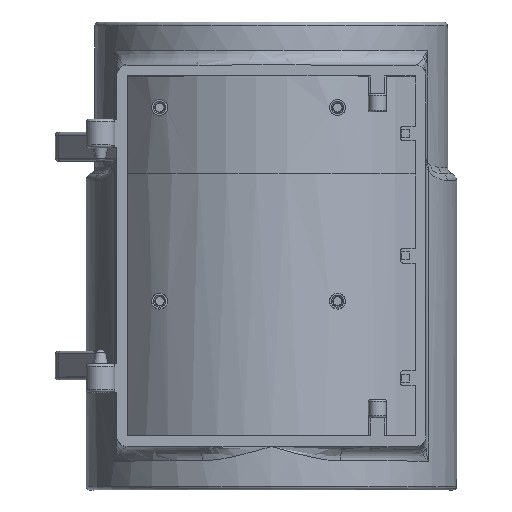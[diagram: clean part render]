
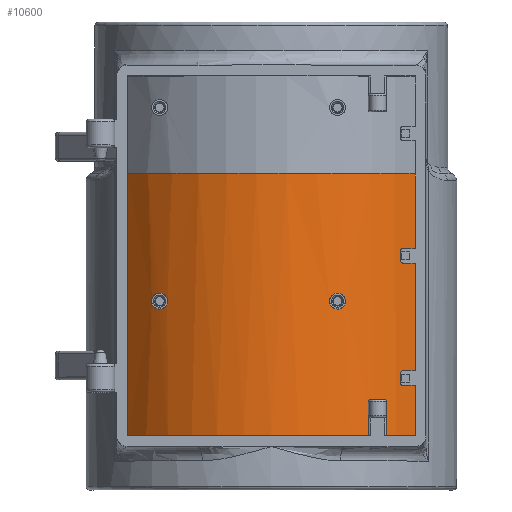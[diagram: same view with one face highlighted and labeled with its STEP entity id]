
A CAD part, top view. The second image highlights one B-rep face of the part: STEP entity #10600.
In plain terms, the highlighted cylindrical face has radius 51.5 mm (diameter 103 mm), a partial arc.
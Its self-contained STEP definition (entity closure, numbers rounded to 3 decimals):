
#107=FACE_BOUND('',#1355,.T.);
#108=FACE_BOUND('',#1356,.T.);
#727=FACE_OUTER_BOUND('',#1354,.T.);
#1354=EDGE_LOOP('',(#8675,#8676,#8677,#8678,#8679));
#1355=EDGE_LOOP('',(#8680));
#1356=EDGE_LOOP('',(#8681));
#2107=B_SPLINE_CURVE_WITH_KNOTS('',3,(#28244,#28245,#28246,#28247,#28248,
#28249,#28250,#28251,#28252,#28253,#28254,#28255,#28256,#28257,#28258,#28259,
#28260,#28261,#28262,#28263,#28264,#28265,#28266,#28267,#28268,#28269,#28270,
#28271,#28272,#28273,#28274,#28275,#28276,#28277),.UNSPECIFIED.,.T.,.F.,
(4,2,2,2,2,2,2,2,2,2,2,2,2,2,2,2,4),(0.,0.082,0.165,
0.272,0.379,0.483,0.586,
0.668,0.75,0.832,0.914,
1.017,1.121,1.228,1.335,1.417,
1.5),.UNSPECIFIED.);
#2125=B_SPLINE_CURVE_WITH_KNOTS('',3,(#29409,#29410,#29411,#29412,#29413,
#29414,#29415,#29416,#29417,#29418,#29419,#29420,#29421,#29422,#29423,#29424,
#29425,#29426,#29427,#29428,#29429,#29430,#29431,#29432,#29433,#29434,#29435,
#29436,#29437,#29438,#29439,#29440,#29441,#29442),.UNSPECIFIED.,.T.,.F.,
(4,2,2,2,2,2,2,2,2,2,2,2,2,2,2,2,4),(0.,0.083,0.165,
0.254,0.342,0.432,0.521,
0.604,0.687,0.769,0.852,
0.942,1.032,1.12,1.208,1.291,
1.374),.UNSPECIFIED.);
#2275=CIRCLE('',#11252,51.5);
#2377=CIRCLE('',#11424,51.5);
#2378=CIRCLE('',#11425,51.5);
#2772=LINE('',#23222,#3556);
#2854=LINE('',#30055,#3638);
#3556=VECTOR('',#12832,10.);
#3638=VECTOR('',#13236,10.);
#4593=VERTEX_POINT('',#21526);
#4626=VERTEX_POINT('',#22577);
#4638=VERTEX_POINT('',#23220);
#4753=VERTEX_POINT('',#28243);
#4759=VERTEX_POINT('',#29408);
#4804=VERTEX_POINT('',#30053);
#4805=VERTEX_POINT('',#30054);
#5899=EDGE_CURVE('',#4593,#4626,#2275,.T.);
#5920=EDGE_CURVE('',#4626,#4638,#2772,.T.);
#6096=EDGE_CURVE('',#4753,#4753,#2107,.T.);
#6121=EDGE_CURVE('',#4759,#4759,#2125,.T.);
#6193=EDGE_CURVE('',#4804,#4805,#2854,.T.);
#6194=EDGE_CURVE('',#4805,#4593,#2377,.T.);
#6195=EDGE_CURVE('',#4804,#4638,#2378,.F.);
#8675=ORIENTED_EDGE('',*,*,#6193,.T.);
#8676=ORIENTED_EDGE('',*,*,#6194,.T.);
#8677=ORIENTED_EDGE('',*,*,#5899,.T.);
#8678=ORIENTED_EDGE('',*,*,#5920,.T.);
#8679=ORIENTED_EDGE('',*,*,#6195,.F.);
#8680=ORIENTED_EDGE('',*,*,#6096,.T.);
#8681=ORIENTED_EDGE('',*,*,#6121,.T.);
#10214=CYLINDRICAL_SURFACE('',#11423,51.5);
#10600=ADVANCED_FACE('',(#727,#107,#108),#10214,.T.);
#11252=AXIS2_PLACEMENT_3D('',#22579,#12799,#12800);
#11423=AXIS2_PLACEMENT_3D('',#30052,#13234,#13235);
#11424=AXIS2_PLACEMENT_3D('',#30056,#13237,#13238);
#11425=AXIS2_PLACEMENT_3D('',#30057,#13239,#13240);
#12799=DIRECTION('center_axis',(0.,1.,0.));
#12800=DIRECTION('ref_axis',(1.,0.,0.));
#12832=DIRECTION('',(0.,1.,0.));
#13234=DIRECTION('center_axis',(0.,1.,0.));
#13235=DIRECTION('ref_axis',(1.,0.,0.));
#13236=DIRECTION('',(0.,-1.,0.));
#13237=DIRECTION('center_axis',(0.,1.,0.));
#13238=DIRECTION('ref_axis',(1.,0.,0.));
#13239=DIRECTION('center_axis',(0.,-1.,0.));
#13240=DIRECTION('ref_axis',(1.,0.,0.));
#21526=CARTESIAN_POINT('',(0.,15.,51.5));
#22577=CARTESIAN_POINT('',(40.,15.,32.438));
#22579=CARTESIAN_POINT('Origin',(0.,15.,0.));
#23220=CARTESIAN_POINT('',(40.,88.,32.438));
#23222=CARTESIAN_POINT('',(40.,0.,32.438));
#28243=CARTESIAN_POINT('',(-33.239,52.405,39.337));
#28244=CARTESIAN_POINT('Ctrl Pts',(-33.239,52.405,39.337));
#28245=CARTESIAN_POINT('Ctrl Pts',(-33.239,52.68,39.337));
#28246=CARTESIAN_POINT('Ctrl Pts',(-33.184,52.965,39.384));
#28247=CARTESIAN_POINT('Ctrl Pts',(-32.979,53.478,39.556));
#28248=CARTESIAN_POINT('Ctrl Pts',(-32.829,53.706,39.68));
#28249=CARTESIAN_POINT('Ctrl Pts',(-32.458,54.115,39.985));
#28250=CARTESIAN_POINT('Ctrl Pts',(-32.195,54.302,40.198));
#28251=CARTESIAN_POINT('Ctrl Pts',(-31.628,54.547,40.645));
#28252=CARTESIAN_POINT('Ctrl Pts',(-31.324,54.605,40.88));
#28253=CARTESIAN_POINT('Ctrl Pts',(-30.763,54.605,41.304));
#28254=CARTESIAN_POINT('Ctrl Pts',(-30.463,54.55,41.525));
#28255=CARTESIAN_POINT('Ctrl Pts',(-29.899,54.311,41.934));
#28256=CARTESIAN_POINT('Ctrl Pts',(-29.634,54.126,42.121));
#28257=CARTESIAN_POINT('Ctrl Pts',(-29.255,53.715,42.385));
#28258=CARTESIAN_POINT('Ctrl Pts',(-29.101,53.483,42.49));
#28259=CARTESIAN_POINT('Ctrl Pts',(-28.893,52.965,42.632));
#28260=CARTESIAN_POINT('Ctrl Pts',(-28.839,52.678,42.668));
#28261=CARTESIAN_POINT('Ctrl Pts',(-28.839,52.132,42.668));
#28262=CARTESIAN_POINT('Ctrl Pts',(-28.893,51.845,42.632));
#28263=CARTESIAN_POINT('Ctrl Pts',(-29.101,51.327,42.49));
#28264=CARTESIAN_POINT('Ctrl Pts',(-29.255,51.095,42.385));
#28265=CARTESIAN_POINT('Ctrl Pts',(-29.634,50.684,42.121));
#28266=CARTESIAN_POINT('Ctrl Pts',(-29.899,50.499,41.934));
#28267=CARTESIAN_POINT('Ctrl Pts',(-30.463,50.26,41.525));
#28268=CARTESIAN_POINT('Ctrl Pts',(-30.763,50.205,41.304));
#28269=CARTESIAN_POINT('Ctrl Pts',(-31.324,50.205,40.88));
#28270=CARTESIAN_POINT('Ctrl Pts',(-31.628,50.263,40.645));
#28271=CARTESIAN_POINT('Ctrl Pts',(-32.195,50.508,40.198));
#28272=CARTESIAN_POINT('Ctrl Pts',(-32.458,50.695,39.985));
#28273=CARTESIAN_POINT('Ctrl Pts',(-32.829,51.104,39.68));
#28274=CARTESIAN_POINT('Ctrl Pts',(-32.979,51.332,39.556));
#28275=CARTESIAN_POINT('Ctrl Pts',(-33.184,51.845,39.384));
#28276=CARTESIAN_POINT('Ctrl Pts',(-33.239,52.13,39.337));
#28277=CARTESIAN_POINT('Ctrl Pts',(-33.239,52.405,39.337));
#29408=CARTESIAN_POINT('',(16.203,52.405,48.885));
#29409=CARTESIAN_POINT('Ctrl Pts',(16.203,52.405,48.885));
#29410=CARTESIAN_POINT('Ctrl Pts',(16.203,52.68,48.885));
#29411=CARTESIAN_POINT('Ctrl Pts',(16.258,52.973,48.867));
#29412=CARTESIAN_POINT('Ctrl Pts',(16.478,53.508,48.793));
#29413=CARTESIAN_POINT('Ctrl Pts',(16.642,53.751,48.737));
#29414=CARTESIAN_POINT('Ctrl Pts',(17.03,54.147,48.603));
#29415=CARTESIAN_POINT('Ctrl Pts',(17.282,54.321,48.514));
#29416=CARTESIAN_POINT('Ctrl Pts',(17.831,54.55,48.315));
#29417=CARTESIAN_POINT('Ctrl Pts',(18.128,54.605,48.205));
#29418=CARTESIAN_POINT('Ctrl Pts',(18.682,54.605,47.993));
#29419=CARTESIAN_POINT('Ctrl Pts',(18.98,54.549,47.876));
#29420=CARTESIAN_POINT('Ctrl Pts',(19.53,54.318,47.654));
#29421=CARTESIAN_POINT('Ctrl Pts',(19.782,54.143,47.55));
#29422=CARTESIAN_POINT('Ctrl Pts',(20.166,53.747,47.388));
#29423=CARTESIAN_POINT('Ctrl Pts',(20.329,53.506,47.318));
#29424=CARTESIAN_POINT('Ctrl Pts',(20.548,52.973,47.223));
#29425=CARTESIAN_POINT('Ctrl Pts',(20.603,52.681,47.199));
#29426=CARTESIAN_POINT('Ctrl Pts',(20.603,52.129,47.199));
#29427=CARTESIAN_POINT('Ctrl Pts',(20.548,51.837,47.223));
#29428=CARTESIAN_POINT('Ctrl Pts',(20.329,51.304,47.318));
#29429=CARTESIAN_POINT('Ctrl Pts',(20.166,51.063,47.388));
#29430=CARTESIAN_POINT('Ctrl Pts',(19.782,50.667,47.55));
#29431=CARTESIAN_POINT('Ctrl Pts',(19.53,50.492,47.654));
#29432=CARTESIAN_POINT('Ctrl Pts',(18.98,50.261,47.876));
#29433=CARTESIAN_POINT('Ctrl Pts',(18.682,50.205,47.993));
#29434=CARTESIAN_POINT('Ctrl Pts',(18.128,50.205,48.205));
#29435=CARTESIAN_POINT('Ctrl Pts',(17.831,50.26,48.315));
#29436=CARTESIAN_POINT('Ctrl Pts',(17.282,50.489,48.514));
#29437=CARTESIAN_POINT('Ctrl Pts',(17.03,50.663,48.603));
#29438=CARTESIAN_POINT('Ctrl Pts',(16.642,51.059,48.737));
#29439=CARTESIAN_POINT('Ctrl Pts',(16.478,51.302,48.793));
#29440=CARTESIAN_POINT('Ctrl Pts',(16.258,51.837,48.867));
#29441=CARTESIAN_POINT('Ctrl Pts',(16.203,52.13,48.885));
#29442=CARTESIAN_POINT('Ctrl Pts',(16.203,52.405,48.885));
#30052=CARTESIAN_POINT('Origin',(0.,0.,0.));
#30053=CARTESIAN_POINT('',(-40.,88.,32.438));
#30054=CARTESIAN_POINT('',(-40.,15.,32.438));
#30055=CARTESIAN_POINT('',(-40.,0.,32.438));
#30056=CARTESIAN_POINT('Origin',(0.,15.,0.));
#30057=CARTESIAN_POINT('Origin',(0.,88.,0.));
